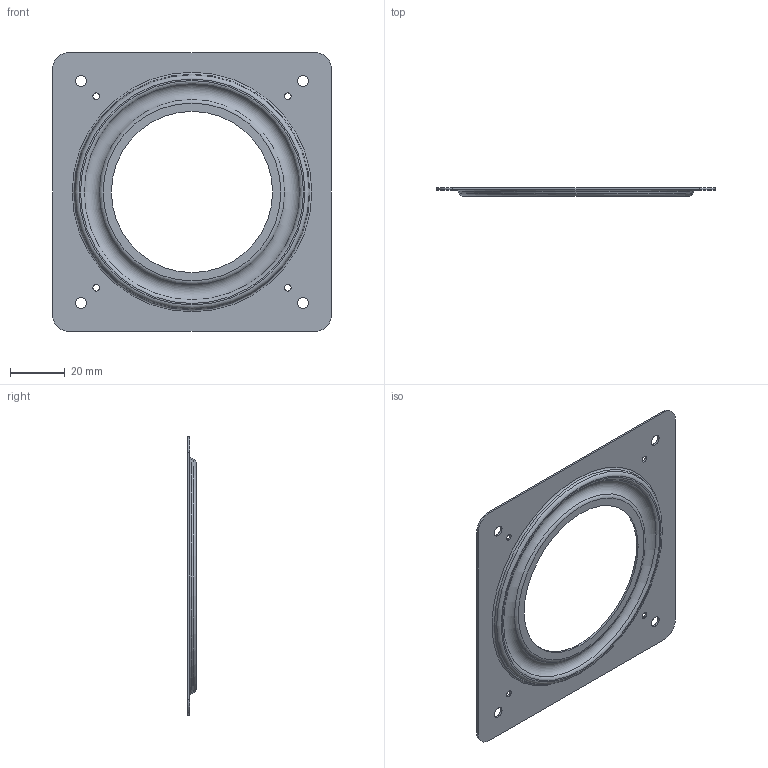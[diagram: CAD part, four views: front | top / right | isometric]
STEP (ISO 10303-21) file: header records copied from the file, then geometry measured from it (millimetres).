
FILE_DESCRIPTION(/* description */ (''),/* implementation_level */ '2;1');
FILE_NAME(/* name */ 'MSTR 4 Inch Plain Race_2823.ipt.stp',/* time_stamp */ '2016-01-07T16:35:44-08:00',/* author */ ('Autodesk, Inc.'),/* organization */ (''),/* preprocessor_version */ 'ST-DEVELOPER v16.1',/* originating_system */ 'Autodesk Inventor 2016',/* authorisation */ '');
FILE_SCHEMA (('AUTOMOTIVE_DESIGN { 1 0 10303 214 3 1 1 }'));
Length unit declared in the file: inch
Products named in the file (1): MSTR 4 Inch Plain Race_2823
Bounding box: 101.6 x 3.02 x 101.6 mm (x, y, z)
Volume: 6034.4 mm3; surface area: 16870.9 mm2
Topology: 1 solids, 1 shells, 35 faces, 83 edges, 54 vertices
Faces by surface type: cylinder 13, torus 10, plane 10, cone 2
Full cylindrical faces by diameter (mm): 2.388 x4, 3.962 x4, 58.75 x1
Entity records: 948 total; most frequent: DIRECTION 172, CARTESIAN_POINT 144, ORIENTED_EDGE 116, EDGE_LOOP 78, AXIS2_PLACEMENT_3D 78, EDGE_CURVE 58, VERTEX_POINT 50, FACE_BOUND 43
